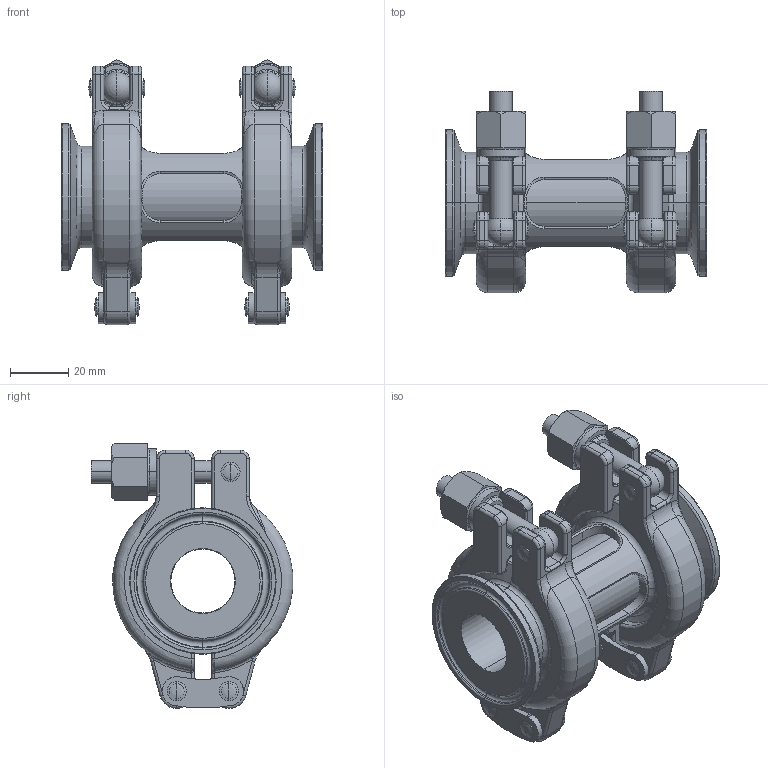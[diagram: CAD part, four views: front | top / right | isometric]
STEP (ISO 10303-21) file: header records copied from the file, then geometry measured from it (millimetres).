
FILE_DESCRIPTION (( 'STEP AP214' ), '1' );
FILE_NAME ('SG.SC.100 BLOCK.STEP', '2020-03-23T11:14:29', ( '' ), ( '' ), 'SwSTEP 2.0', 'SolidWorks 2019', '' );
FILE_SCHEMA (( 'AUTOMOTIVE_DESIGN' ));
Length unit declared in the file: millimetre
Products named in the file (8): C0318 - VFI ORINGS_100L; C0318 - VFI ORINGS_100 OS; C0318 - VFI ORINGS_100S; CL.SHX.0100 BLOCK; C0318 - VFI - GLASS_1.0; C0318 - BODY CONCEPT_1.00; C0318 - FLANGE END test_1.00; SG.SC.100 BLOCK
Assembly tree (12 placements, depth 2):
  SG.SC.100 BLOCK
    C0318 - VFI - GLASS_1.0
    C0318 - BODY CONCEPT_1.00
    C0318 - FLANGE END test_1.00  x2
    C0318 - VFI ORINGS_100S  x2
    C0318 - VFI ORINGS_100L  x2
    C0318 - VFI ORINGS_100 OS  x2
    CL.SHX.0100 BLOCK  x2
Bounding box: 90 x 69.5 x 91.37 mm (x, y, z)
Volume: 135107.7 mm3; surface area: 76824.9 mm2
Topology: 16 solids, 16 shells, 1120 faces, 2594 edges, 1438 vertices
Faces by surface type: cylinder 372, torus 288, plane 178, bspline 108, cone 90, sphere 84
Entity records: 26977 total; most frequent: CARTESIAN_POINT 12194, DIRECTION 3306, ORIENTED_EDGE 2896, AXIS2_PLACEMENT_3D 1453, EDGE_CURVE 1448, CIRCLE 852, VERTEX_POINT 829, EDGE_LOOP 693
